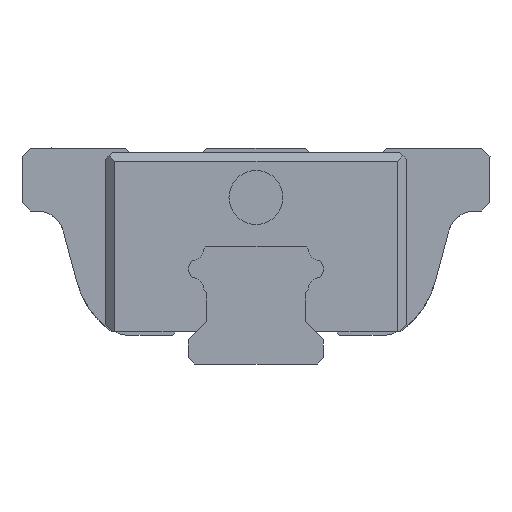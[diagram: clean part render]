
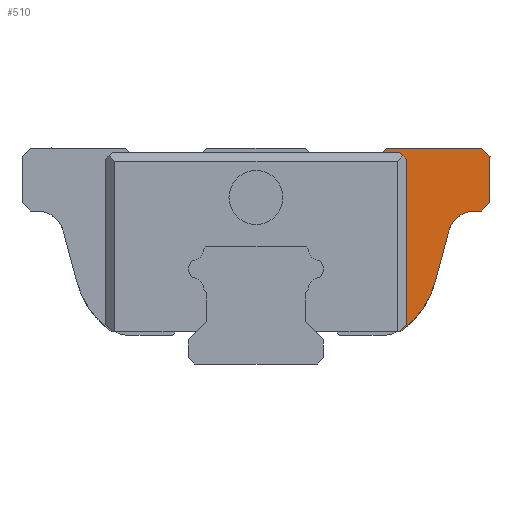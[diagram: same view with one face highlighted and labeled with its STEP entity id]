
A CAD part, front view. The second image highlights one B-rep face of the part: STEP entity #510.
In plain terms, the highlighted planar face has unit normal (0, -1, 0).
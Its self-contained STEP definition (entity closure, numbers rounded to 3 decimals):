
#385=CIRCLE('',#3774,10.);
#386=CIRCLE('',#3775,3.);
#510=ADVANCED_FACE('',(#805),#670,.F.);
#670=PLANE('',#3776);
#805=FACE_OUTER_BOUND('',#998,.T.);
#998=EDGE_LOOP('',(#1443,#1444,#1445,#1446,#1447,#1448,#1449,#1450,#1451,
#1452,#1453,#1454,#1455,#1456,#1457));
#1443=ORIENTED_EDGE('',*,*,#2686,.T.);
#1444=ORIENTED_EDGE('',*,*,#2687,.F.);
#1445=ORIENTED_EDGE('',*,*,#2688,.T.);
#1446=ORIENTED_EDGE('',*,*,#2689,.T.);
#1447=ORIENTED_EDGE('',*,*,#2690,.T.);
#1448=ORIENTED_EDGE('',*,*,#2691,.T.);
#1449=ORIENTED_EDGE('',*,*,#2692,.T.);
#1450=ORIENTED_EDGE('',*,*,#2693,.T.);
#1451=ORIENTED_EDGE('',*,*,#2694,.T.);
#1452=ORIENTED_EDGE('',*,*,#2695,.T.);
#1453=ORIENTED_EDGE('',*,*,#2696,.T.);
#1454=ORIENTED_EDGE('',*,*,#2697,.T.);
#1455=ORIENTED_EDGE('',*,*,#2698,.T.);
#1456=ORIENTED_EDGE('',*,*,#2699,.T.);
#1457=ORIENTED_EDGE('',*,*,#2700,.T.);
#2287=VERTEX_POINT('',#5276);
#2288=VERTEX_POINT('',#5277);
#2289=VERTEX_POINT('',#5279);
#2290=VERTEX_POINT('',#5281);
#2291=VERTEX_POINT('',#5283);
#2292=VERTEX_POINT('',#5285);
#2293=VERTEX_POINT('',#5287);
#2294=VERTEX_POINT('',#5289);
#2295=VERTEX_POINT('',#5291);
#2296=VERTEX_POINT('',#5293);
#2297=VERTEX_POINT('',#5295);
#2298=VERTEX_POINT('',#5297);
#2299=VERTEX_POINT('',#5299);
#2300=VERTEX_POINT('',#5301);
#2301=VERTEX_POINT('',#5303);
#2686=EDGE_CURVE('',#2287,#2288,#3130,.T.);
#2687=EDGE_CURVE('',#2289,#2288,#3131,.T.);
#2688=EDGE_CURVE('',#2289,#2290,#3132,.T.);
#2689=EDGE_CURVE('',#2290,#2291,#385,.T.);
#2690=EDGE_CURVE('',#2291,#2292,#3133,.T.);
#2691=EDGE_CURVE('',#2292,#2293,#386,.T.);
#2692=EDGE_CURVE('',#2293,#2294,#3134,.T.);
#2693=EDGE_CURVE('',#2294,#2295,#3135,.T.);
#2694=EDGE_CURVE('',#2295,#2296,#3136,.T.);
#2695=EDGE_CURVE('',#2296,#2297,#3137,.T.);
#2696=EDGE_CURVE('',#2297,#2298,#3138,.T.);
#2697=EDGE_CURVE('',#2298,#2299,#3139,.T.);
#2698=EDGE_CURVE('',#2299,#2300,#3140,.T.);
#2699=EDGE_CURVE('',#2300,#2301,#3141,.T.);
#2700=EDGE_CURVE('',#2301,#2287,#3142,.T.);
#3130=LINE('',#5275,#3434);
#3131=LINE('',#5278,#3435);
#3132=LINE('',#5280,#3436);
#3133=LINE('',#5284,#3437);
#3134=LINE('',#5288,#3438);
#3135=LINE('',#5290,#3439);
#3136=LINE('',#5292,#3440);
#3137=LINE('',#5294,#3441);
#3138=LINE('',#5296,#3442);
#3139=LINE('',#5298,#3443);
#3140=LINE('',#5300,#3444);
#3141=LINE('',#5302,#3445);
#3142=LINE('',#5304,#3446);
#3434=VECTOR('',#4281,1.);
#3435=VECTOR('',#4282,1.);
#3436=VECTOR('',#4283,1.);
#3437=VECTOR('',#4286,1.);
#3438=VECTOR('',#4289,1.);
#3439=VECTOR('',#4290,1.);
#3440=VECTOR('',#4291,1.);
#3441=VECTOR('',#4292,1.);
#3442=VECTOR('',#4293,1.);
#3443=VECTOR('',#4294,1.);
#3444=VECTOR('',#4295,1.);
#3445=VECTOR('',#4296,1.);
#3446=VECTOR('',#4297,1.);
#3774=AXIS2_PLACEMENT_3D('',#5282,#4284,#4285);
#3775=AXIS2_PLACEMENT_3D('',#5286,#4287,#4288);
#3776=AXIS2_PLACEMENT_3D('',#5305,#4298,#4299);
#4281=DIRECTION('',(-0.707,0.,-0.707));
#4282=DIRECTION('',(-1.,0.,0.));
#4283=DIRECTION('',(0.793,0.,0.609));
#4284=DIRECTION('',(0.,-1.,0.));
#4285=DIRECTION('',(0.,0.,1.));
#4286=DIRECTION('',(0.259,0.,0.966));
#4287=DIRECTION('',(0.,1.,0.));
#4288=DIRECTION('',(1.,0.,0.));
#4289=DIRECTION('',(1.,0.,0.));
#4290=DIRECTION('',(0.707,0.,0.707));
#4291=DIRECTION('',(0.,0.,1.));
#4292=DIRECTION('',(-0.707,0.,0.707));
#4293=DIRECTION('',(-1.,0.,0.));
#4294=DIRECTION('',(-0.707,0.,-0.707));
#4295=DIRECTION('',(1.,0.,0.));
#4296=DIRECTION('',(0.707,0.,-0.707));
#4297=DIRECTION('',(0.,0.,-1.));
#4298=DIRECTION('',(0.,1.,0.));
#4299=DIRECTION('',(0.,0.,1.));
#5275=CARTESIAN_POINT('',(16.7,24.,-19.643));
#5276=CARTESIAN_POINT('',(16.7,24.,-19.643));
#5277=CARTESIAN_POINT('',(15.9,24.,-20.443));
#5278=CARTESIAN_POINT('',(17.,24.,-20.443));
#5279=CARTESIAN_POINT('',(15.988,24.,-20.443));
#5280=CARTESIAN_POINT('',(15.262,24.,-21.));
#5281=CARTESIAN_POINT('',(16.346,24.,-20.169));
#5282=CARTESIAN_POINT('',(10.258,24.,-12.235));
#5283=CARTESIAN_POINT('',(19.917,24.,-14.823));
#5284=CARTESIAN_POINT('',(18.262,24.,-21.));
#5285=CARTESIAN_POINT('',(21.418,24.,-9.224));
#5286=CARTESIAN_POINT('',(24.315,24.,-10.));
#5287=CARTESIAN_POINT('',(24.315,24.,-7.));
#5288=CARTESIAN_POINT('',(24.315,24.,-7.));
#5289=CARTESIAN_POINT('',(25.1,24.,-7.));
#5290=CARTESIAN_POINT('',(25.1,24.,-7.));
#5291=CARTESIAN_POINT('',(26.,24.,-6.1));
#5292=CARTESIAN_POINT('',(26.,24.,-6.1));
#5293=CARTESIAN_POINT('',(26.,24.,-0.9));
#5294=CARTESIAN_POINT('',(26.,24.,-0.9));
#5295=CARTESIAN_POINT('',(25.1,24.,0.));
#5296=CARTESIAN_POINT('',(25.1,24.,0.));
#5297=CARTESIAN_POINT('',(14.5,24.,0.));
#5298=CARTESIAN_POINT('',(14.5,24.,0.));
#5299=CARTESIAN_POINT('',(14.,24.,-0.5));
#5300=CARTESIAN_POINT('',(-15.95,24.,-0.5));
#5301=CARTESIAN_POINT('',(15.95,24.,-0.5));
#5302=CARTESIAN_POINT('',(15.95,24.,-0.5));
#5303=CARTESIAN_POINT('',(16.7,24.,-1.25));
#5304=CARTESIAN_POINT('',(16.7,24.,-1.25));
#5305=CARTESIAN_POINT('',(17.,24.,0.));
